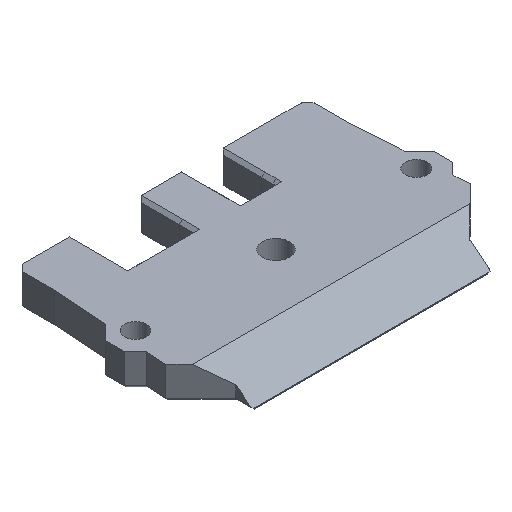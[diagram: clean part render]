
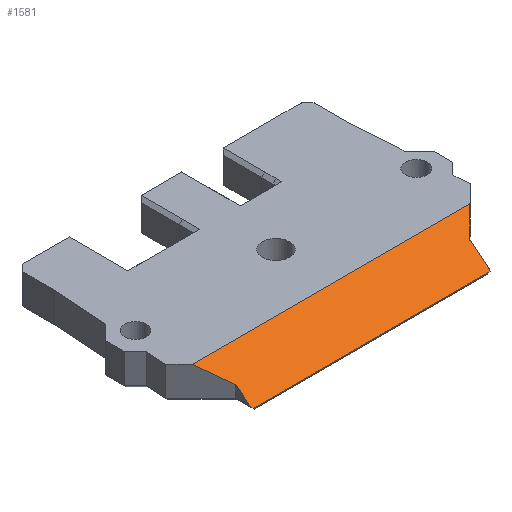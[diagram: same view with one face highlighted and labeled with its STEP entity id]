
A CAD part, isometric view. The second image highlights one B-rep face of the part: STEP entity #1581.
In plain terms, the highlighted planar face has unit normal (0, -0.628, 0.778).
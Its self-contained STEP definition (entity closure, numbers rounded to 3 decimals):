
#119=FACE_OUTER_BOUND('',#213,.T.);
#213=EDGE_LOOP('',(#1380,#1381,#1382,#1383,#1384,#1385,#1386,#1387,#1388));
#255=LINE('',#2182,#463);
#256=LINE('',#2184,#464);
#375=LINE('',#2437,#583);
#400=LINE('',#2488,#608);
#403=LINE('',#2493,#611);
#406=LINE('',#2499,#614);
#421=LINE('',#2531,#629);
#422=LINE('',#2533,#630);
#423=LINE('',#2534,#631);
#463=VECTOR('',#1756,10.);
#464=VECTOR('',#1757,10.);
#583=VECTOR('',#1972,10.);
#608=VECTOR('',#2025,10.);
#611=VECTOR('',#2030,10.);
#614=VECTOR('',#2037,10.);
#629=VECTOR('',#2084,10.);
#630=VECTOR('',#2085,10.);
#631=VECTOR('',#2086,10.);
#664=VERTEX_POINT('',#2179);
#665=VERTEX_POINT('',#2181);
#666=VERTEX_POINT('',#2183);
#750=VERTEX_POINT('',#2431);
#752=VERTEX_POINT('',#2435);
#764=VERTEX_POINT('',#2487);
#765=VERTEX_POINT('',#2491);
#766=VERTEX_POINT('',#2498);
#768=VERTEX_POINT('',#2532);
#802=EDGE_CURVE('',#664,#665,#255,.T.);
#803=EDGE_CURVE('',#665,#666,#256,.T.);
#930=EDGE_CURVE('',#752,#750,#375,.T.);
#955=EDGE_CURVE('',#764,#752,#400,.T.);
#958=EDGE_CURVE('',#765,#764,#403,.T.);
#961=EDGE_CURVE('',#666,#766,#406,.T.);
#977=EDGE_CURVE('',#766,#765,#421,.T.);
#978=EDGE_CURVE('',#768,#664,#422,.T.);
#979=EDGE_CURVE('',#750,#768,#423,.T.);
#1380=ORIENTED_EDGE('',*,*,#958,.F.);
#1381=ORIENTED_EDGE('',*,*,#977,.F.);
#1382=ORIENTED_EDGE('',*,*,#961,.F.);
#1383=ORIENTED_EDGE('',*,*,#803,.F.);
#1384=ORIENTED_EDGE('',*,*,#802,.F.);
#1385=ORIENTED_EDGE('',*,*,#978,.F.);
#1386=ORIENTED_EDGE('',*,*,#979,.F.);
#1387=ORIENTED_EDGE('',*,*,#930,.F.);
#1388=ORIENTED_EDGE('',*,*,#955,.F.);
#1493=PLANE('',#1693);
#1581=ADVANCED_FACE('',(#119),#1493,.F.);
#1693=AXIS2_PLACEMENT_3D('',#2530,#2082,#2083);
#1756=DIRECTION('',(1.,0.,0.));
#1757=DIRECTION('',(1.,0.,0.));
#1972=DIRECTION('',(-0.532,0.659,0.532));
#2025=DIRECTION('',(-1.,0.,0.));
#2030=DIRECTION('',(-0.532,-0.659,-0.532));
#2037=DIRECTION('',(-0.621,-0.61,-0.492));
#2082=DIRECTION('center_axis',(0.,0.628,-0.779));
#2083=DIRECTION('ref_axis',(0.,0.779,0.628));
#2084=DIRECTION('',(0.,-0.779,-0.628));
#2085=DIRECTION('',(-0.614,0.614,0.495));
#2086=DIRECTION('',(0.,0.779,0.628));
#2179=CARTESIAN_POINT('',(125.826,-139.627,122.664));
#2181=CARTESIAN_POINT('',(166.217,-139.627,122.664));
#2182=CARTESIAN_POINT('',(138.467,-139.627,122.664));
#2183=CARTESIAN_POINT('',(168.859,-139.627,122.664));
#2184=CARTESIAN_POINT('',(156.967,-139.627,122.664));
#2431=CARTESIAN_POINT('',(129.217,-145.333,118.064));
#2435=CARTESIAN_POINT('',(129.366,-145.518,117.915));
#2437=CARTESIAN_POINT('',(127.785,-143.556,119.497));
#2487=CARTESIAN_POINT('',(166.068,-145.518,117.915));
#2488=CARTESIAN_POINT('',(138.467,-145.518,117.915));
#2491=CARTESIAN_POINT('',(166.217,-145.333,118.064));
#2493=CARTESIAN_POINT('',(161.878,-150.716,113.725));
#2498=CARTESIAN_POINT('',(166.217,-142.222,120.572));
#2499=CARTESIAN_POINT('',(165.773,-142.658,120.221));
#2530=CARTESIAN_POINT('Origin',(129.217,-145.829,117.664));
#2531=CARTESIAN_POINT('',(166.217,-145.829,117.664));
#2532=CARTESIAN_POINT('',(129.217,-143.018,119.931));
#2533=CARTESIAN_POINT('',(126.459,-140.26,122.154));
#2534=CARTESIAN_POINT('',(129.217,-143.95,119.18));
